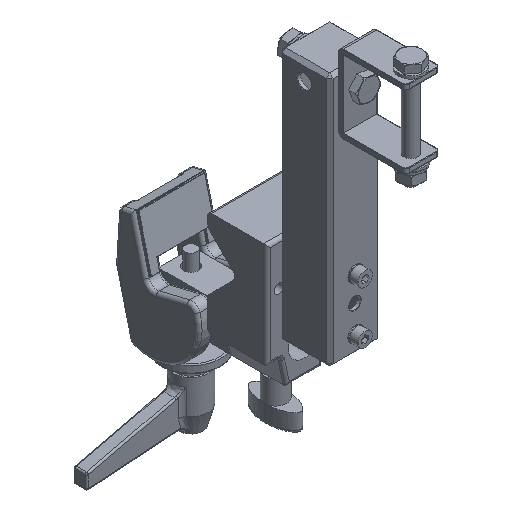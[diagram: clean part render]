
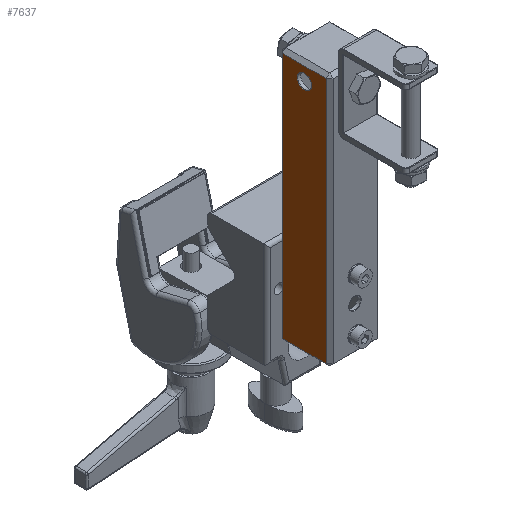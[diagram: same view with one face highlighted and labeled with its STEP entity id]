
A CAD part, isometric view. The second image highlights one B-rep face of the part: STEP entity #7637.
In plain terms, the highlighted face is planar.
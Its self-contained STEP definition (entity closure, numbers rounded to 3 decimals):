
#412=PLANE('',#8760);
#658=FACE_BOUND('',#1612,.T.);
#1062=FACE_OUTER_BOUND('',#1611,.T.);
#1611=EDGE_LOOP('',(#6079,#6080,#6081,#6082));
#1612=EDGE_LOOP('',(#6083));
#2159=LINE('',#14931,#2607);
#2160=LINE('',#14933,#2608);
#2161=LINE('',#14935,#2609);
#2162=LINE('',#14936,#2610);
#2607=VECTOR('',#10467,10.);
#2608=VECTOR('',#10468,10.);
#2609=VECTOR('',#10469,10.);
#2610=VECTOR('',#10470,10.);
#3022=CIRCLE('',#8758,4.25);
#3608=VERTEX_POINT('',#14923);
#3610=VERTEX_POINT('',#14929);
#3611=VERTEX_POINT('',#14930);
#3612=VERTEX_POINT('',#14932);
#3613=VERTEX_POINT('',#14934);
#4457=EDGE_CURVE('',#3608,#3608,#3022,.T.);
#4460=EDGE_CURVE('',#3610,#3611,#2159,.T.);
#4461=EDGE_CURVE('',#3612,#3610,#2160,.T.);
#4462=EDGE_CURVE('',#3613,#3612,#2161,.T.);
#4463=EDGE_CURVE('',#3611,#3613,#2162,.T.);
#6079=ORIENTED_EDGE('',*,*,#4460,.F.);
#6080=ORIENTED_EDGE('',*,*,#4461,.F.);
#6081=ORIENTED_EDGE('',*,*,#4462,.F.);
#6082=ORIENTED_EDGE('',*,*,#4463,.F.);
#6083=ORIENTED_EDGE('',*,*,#4457,.F.);
#7637=ADVANCED_FACE('',(#1062,#658),#412,.T.);
#8758=AXIS2_PLACEMENT_3D('',#14924,#10460,#10461);
#8760=AXIS2_PLACEMENT_3D('',#14928,#10465,#10466);
#10460=DIRECTION('center_axis',(0.,1.,0.));
#10461=DIRECTION('ref_axis',(-1.,0.,0.));
#10465=DIRECTION('center_axis',(0.,1.,0.));
#10466=DIRECTION('ref_axis',(0.,0.,1.));
#10467=DIRECTION('',(0.,0.,1.));
#10468=DIRECTION('',(1.,0.,0.));
#10469=DIRECTION('',(0.,0.,-1.));
#10470=DIRECTION('',(-1.,0.,0.));
#14923=CARTESIAN_POINT('',(4.25,15.,10.));
#14924=CARTESIAN_POINT('Origin',(0.,15.,10.));
#14928=CARTESIAN_POINT('Origin',(-15.,15.,0.));
#14929=CARTESIAN_POINT('',(13.,15.,2.));
#14930=CARTESIAN_POINT('',(13.,15.,148.));
#14931=CARTESIAN_POINT('',(13.,15.,0.));
#14932=CARTESIAN_POINT('',(-13.,15.,2.));
#14933=CARTESIAN_POINT('',(-7.5,15.,2.));
#14934=CARTESIAN_POINT('',(-13.,15.,148.));
#14935=CARTESIAN_POINT('',(-13.,15.,0.));
#14936=CARTESIAN_POINT('',(-38.379,15.,148.));
